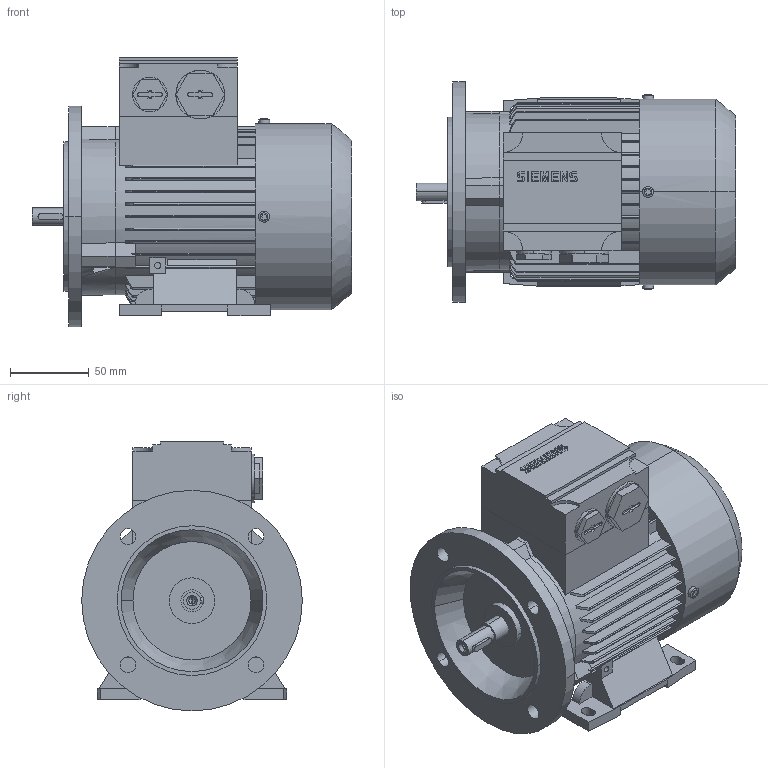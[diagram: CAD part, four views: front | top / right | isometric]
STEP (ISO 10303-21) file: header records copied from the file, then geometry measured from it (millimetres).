
FILE_DESCRIPTION(('STEP AP214'),'1');
FILE_NAME('cctmp_2272F7F1-1D67-42F5-B695-45A189BBDA6F_2023_06_26_13_54_07_0056..stp','2023-06-26T11:54:07',('SIEMENS A&D'),('CADClick - www.CADClick.com'),'Spatial InterOp 3D',' ','unknown authorization');
FILE_SCHEMA(('AUTOMOTIVE_DESIGN'));
Length unit declared in the file: millimetre
Products named in the file (1): 1
Bounding box: 202.5 x 140 x 171.29 mm (x, y, z)
Volume: 1972765.4 mm3; surface area: 170646.3 mm2
Topology: 1 solids, 1 shells, 603 faces, 1669 edges, 1088 vertices
Faces by surface type: plane 387, cylinder 164, torus 36, cone 16
Entity records: 25675 total; most frequent: CARTESIAN_POINT 5356, ORIENTED_EDGE 3310, DIRECTION 3117, EDGE_CURVE 1655, LINE 1143, VECTOR 1143, VERTEX_POINT 1088, AXIS2_PLACEMENT_3D 987
